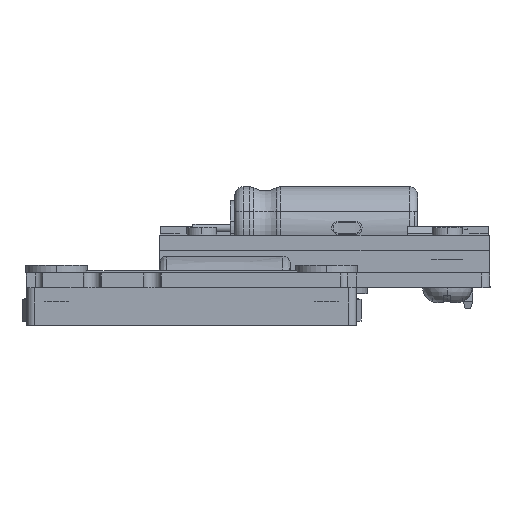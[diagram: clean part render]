
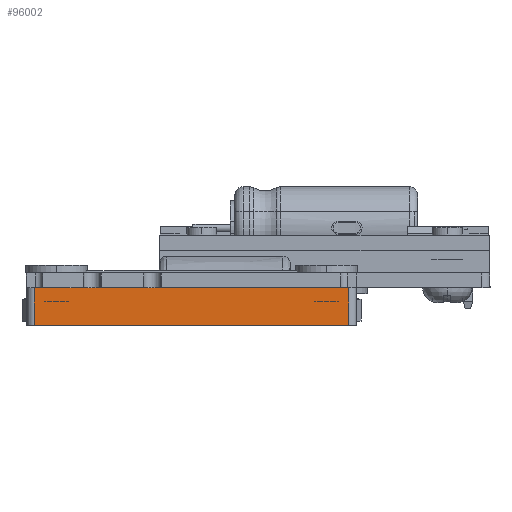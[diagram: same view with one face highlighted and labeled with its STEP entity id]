
A CAD part, front view. The second image highlights one B-rep face of the part: STEP entity #96002.
In plain terms, the highlighted face is planar.
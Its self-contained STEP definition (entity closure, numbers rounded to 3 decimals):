
#96002 = ADVANCED_FACE('',(#96003),#96037,.F.);
#96003 = FACE_BOUND('',#96004,.T.);
#96004 = EDGE_LOOP('',(#96005,#96015,#96023,#96031));
#96005 = ORIENTED_EDGE('',*,*,#96006,.T.);
#96006 = EDGE_CURVE('',#96007,#96009,#96011,.T.);
#96007 = VERTEX_POINT('',#96008);
#96008 = CARTESIAN_POINT('',(-21.5,0.,5.6));
#96009 = VERTEX_POINT('',#96010);
#96010 = CARTESIAN_POINT('',(-0.5,0.,5.6));
#96011 = LINE('',#96012,#96013);
#96012 = CARTESIAN_POINT('',(-22.,0.,5.6));
#96013 = VECTOR('',#96014,1.);
#96014 = DIRECTION('',(1.,0.,0.));
#96015 = ORIENTED_EDGE('',*,*,#96016,.T.);
#96016 = EDGE_CURVE('',#96009,#96017,#96019,.T.);
#96017 = VERTEX_POINT('',#96018);
#96018 = CARTESIAN_POINT('',(-0.5,2.5,5.6));
#96019 = LINE('',#96020,#96021);
#96020 = CARTESIAN_POINT('',(-0.5,2.5,5.6));
#96021 = VECTOR('',#96022,1.);
#96022 = DIRECTION('',(0.,1.,0.));
#96023 = ORIENTED_EDGE('',*,*,#96024,.F.);
#96024 = EDGE_CURVE('',#96025,#96017,#96027,.T.);
#96025 = VERTEX_POINT('',#96026);
#96026 = CARTESIAN_POINT('',(-21.5,2.5,5.6));
#96027 = LINE('',#96028,#96029);
#96028 = CARTESIAN_POINT('',(-22.,2.5,5.6));
#96029 = VECTOR('',#96030,1.);
#96030 = DIRECTION('',(1.,0.,0.));
#96031 = ORIENTED_EDGE('',*,*,#96032,.T.);
#96032 = EDGE_CURVE('',#96025,#96007,#96033,.T.);
#96033 = LINE('',#96034,#96035);
#96034 = CARTESIAN_POINT('',(-21.5,2.5,5.6));
#96035 = VECTOR('',#96036,1.);
#96036 = DIRECTION('',(0.,-1.,0.));
#96037 = PLANE('',#96038);
#96038 = AXIS2_PLACEMENT_3D('',#96039,#96040,#96041);
#96039 = CARTESIAN_POINT('',(-22.,2.5,5.6));
#96040 = DIRECTION('',(0.,0.,-1.));
#96041 = DIRECTION('',(-1.,0.,0.));
